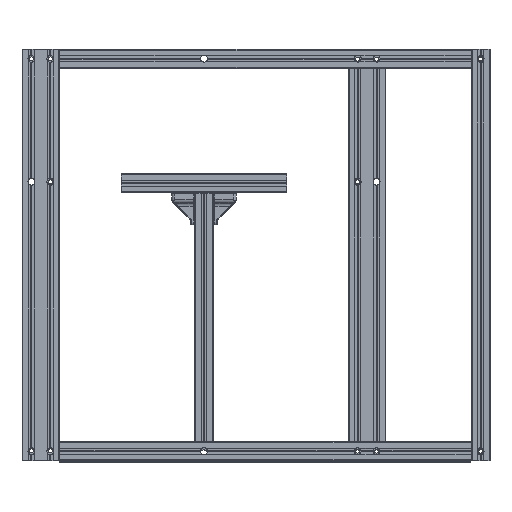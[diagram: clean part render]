
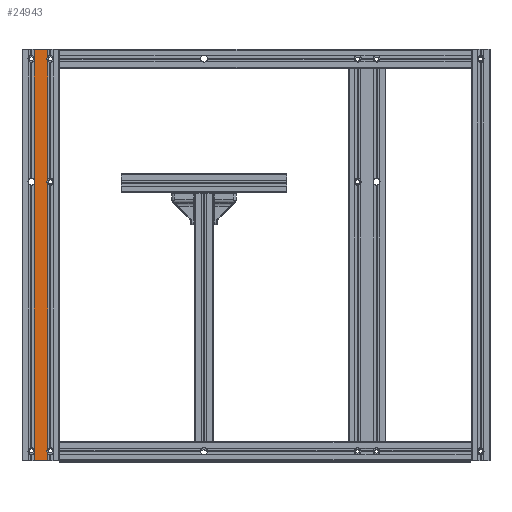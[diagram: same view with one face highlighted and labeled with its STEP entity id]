
A CAD part, front view. The second image highlights one B-rep face of the part: STEP entity #24943.
In plain terms, the highlighted face is planar.
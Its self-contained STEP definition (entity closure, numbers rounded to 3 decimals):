
#434=CIRCLE('',#26580,3.675);
#435=CIRCLE('',#26581,3.675);
#436=CIRCLE('',#26582,3.675);
#437=CIRCLE('',#26583,3.675);
#438=CIRCLE('',#26584,3.675);
#439=CIRCLE('',#26585,3.675);
#1485=PLANE('',#26579);
#2444=FACE_OUTER_BOUND('',#3753,.T.);
#3753=EDGE_LOOP('',(#17501,#17502,#17503,#17504,#17505,#17506,#17507,#17508,
#17509,#17510,#17511,#17512,#17513,#17514,#17515,#17516));
#4995=LINE('',#36174,#7653);
#4997=LINE('',#36179,#7655);
#5067=LINE('',#36551,#7725);
#5069=LINE('',#36556,#7727);
#5191=LINE('',#37275,#7849);
#5242=LINE('',#37392,#7900);
#5249=LINE('',#37415,#7907);
#5307=LINE('',#37554,#7965);
#5309=LINE('',#37559,#7967);
#5310=LINE('',#37563,#7968);
#7653=VECTOR('',#28646,1000.);
#7655=VECTOR('',#28650,1000.);
#7725=VECTOR('',#28798,1000.);
#7727=VECTOR('',#28802,1000.);
#7849=VECTOR('',#29296,1000.);
#7900=VECTOR('',#29393,1000.);
#7907=VECTOR('',#29418,1000.);
#7965=VECTOR('',#29538,1000.);
#7967=VECTOR('',#29546,1000.);
#7968=VECTOR('',#29553,1000.);
#10487=VERTEX_POINT('',#36171);
#10488=VERTEX_POINT('',#36173);
#10489=VERTEX_POINT('',#36177);
#10490=VERTEX_POINT('',#36178);
#10588=VERTEX_POINT('',#36548);
#10589=VERTEX_POINT('',#36550);
#10590=VERTEX_POINT('',#36554);
#10591=VERTEX_POINT('',#36555);
#10821=VERTEX_POINT('',#37272);
#10822=VERTEX_POINT('',#37274);
#10864=VERTEX_POINT('',#37390);
#10865=VERTEX_POINT('',#37391);
#10871=VERTEX_POINT('',#37413);
#10872=VERTEX_POINT('',#37414);
#10921=VERTEX_POINT('',#37551);
#10922=VERTEX_POINT('',#37553);
#12996=EDGE_CURVE('',#10488,#10487,#4995,.T.);
#12998=EDGE_CURVE('',#10489,#10490,#4997,.T.);
#13101=EDGE_CURVE('',#10588,#10589,#5067,.T.);
#13103=EDGE_CURVE('',#10590,#10591,#5069,.T.);
#13384=EDGE_CURVE('',#10822,#10821,#5191,.T.);
#13439=EDGE_CURVE('',#10864,#10865,#5242,.T.);
#13450=EDGE_CURVE('',#10871,#10872,#5249,.T.);
#13516=EDGE_CURVE('',#10921,#10922,#5307,.T.);
#13518=EDGE_CURVE('',#10487,#10489,#434,.T.);
#13519=EDGE_CURVE('',#10490,#10871,#435,.T.);
#13520=EDGE_CURVE('',#10922,#10872,#5309,.T.);
#13521=EDGE_CURVE('',#10921,#10589,#436,.T.);
#13522=EDGE_CURVE('',#10588,#10591,#437,.T.);
#13523=EDGE_CURVE('',#10590,#10865,#438,.T.);
#13524=EDGE_CURVE('',#10864,#10822,#5310,.T.);
#13525=EDGE_CURVE('',#10821,#10488,#439,.T.);
#17501=ORIENTED_EDGE('',*,*,#12996,.T.);
#17502=ORIENTED_EDGE('',*,*,#13518,.T.);
#17503=ORIENTED_EDGE('',*,*,#12998,.T.);
#17504=ORIENTED_EDGE('',*,*,#13519,.T.);
#17505=ORIENTED_EDGE('',*,*,#13450,.T.);
#17506=ORIENTED_EDGE('',*,*,#13520,.F.);
#17507=ORIENTED_EDGE('',*,*,#13516,.F.);
#17508=ORIENTED_EDGE('',*,*,#13521,.T.);
#17509=ORIENTED_EDGE('',*,*,#13101,.F.);
#17510=ORIENTED_EDGE('',*,*,#13522,.T.);
#17511=ORIENTED_EDGE('',*,*,#13103,.F.);
#17512=ORIENTED_EDGE('',*,*,#13523,.T.);
#17513=ORIENTED_EDGE('',*,*,#13439,.F.);
#17514=ORIENTED_EDGE('',*,*,#13524,.T.);
#17515=ORIENTED_EDGE('',*,*,#13384,.T.);
#17516=ORIENTED_EDGE('',*,*,#13525,.T.);
#24943=ADVANCED_FACE('',(#2444),#1485,.T.);
#26579=AXIS2_PLACEMENT_3D('',#37556,#29540,#29541);
#26580=AXIS2_PLACEMENT_3D('',#37557,#29542,#29543);
#26581=AXIS2_PLACEMENT_3D('',#37558,#29544,#29545);
#26582=AXIS2_PLACEMENT_3D('',#37560,#29547,#29548);
#26583=AXIS2_PLACEMENT_3D('',#37561,#29549,#29550);
#26584=AXIS2_PLACEMENT_3D('',#37562,#29551,#29552);
#26585=AXIS2_PLACEMENT_3D('',#37564,#29554,#29555);
#28646=DIRECTION('',(0.,0.,1.));
#28650=DIRECTION('',(0.,0.,1.));
#28798=DIRECTION('',(0.,0.,1.));
#28802=DIRECTION('',(0.,0.,1.));
#29296=DIRECTION('',(0.,0.,1.));
#29393=DIRECTION('',(0.,0.,1.));
#29418=DIRECTION('',(0.,0.,1.));
#29538=DIRECTION('',(0.,0.,1.));
#29540=DIRECTION('center_axis',(-1.,0.,0.));
#29541=DIRECTION('ref_axis',(0.,0.,1.));
#29542=DIRECTION('center_axis',(1.,0.,0.));
#29543=DIRECTION('ref_axis',(0.,0.,-1.));
#29544=DIRECTION('center_axis',(1.,0.,0.));
#29545=DIRECTION('ref_axis',(0.,0.,-1.));
#29546=DIRECTION('',(0.,-1.,0.));
#29547=DIRECTION('center_axis',(1.,0.,0.));
#29548=DIRECTION('ref_axis',(0.,0.,-1.));
#29549=DIRECTION('center_axis',(1.,0.,0.));
#29550=DIRECTION('ref_axis',(0.,0.,-1.));
#29551=DIRECTION('center_axis',(1.,0.,0.));
#29552=DIRECTION('ref_axis',(0.,0.,-1.));
#29553=DIRECTION('',(0.,-1.,0.));
#29554=DIRECTION('center_axis',(1.,0.,0.));
#29555=DIRECTION('ref_axis',(0.,0.,-1.));
#36171=CARTESIAN_POINT('',(-10.,-7.,-297.123));
#36173=CARTESIAN_POINT('',(-10.,-7.,-422.877));
#36174=CARTESIAN_POINT('',(-10.,-7.,-435.));
#36177=CARTESIAN_POINT('',(-10.,-7.,-292.877));
#36178=CARTESIAN_POINT('',(-10.,-7.,-12.123));
#36179=CARTESIAN_POINT('',(-10.,-7.,-435.));
#36548=CARTESIAN_POINT('',(-10.,7.,-292.877));
#36550=CARTESIAN_POINT('',(-10.,7.,-12.123));
#36551=CARTESIAN_POINT('',(-10.,7.,-435.));
#36554=CARTESIAN_POINT('',(-10.,7.,-422.877));
#36555=CARTESIAN_POINT('',(-10.,7.,-297.123));
#36556=CARTESIAN_POINT('',(-10.,7.,-435.));
#37272=CARTESIAN_POINT('',(-10.,-7.,-427.123));
#37274=CARTESIAN_POINT('',(-10.,-7.,-435.));
#37275=CARTESIAN_POINT('',(-10.,-7.,-435.));
#37390=CARTESIAN_POINT('',(-10.,7.,-435.));
#37391=CARTESIAN_POINT('',(-10.,7.,-427.123));
#37392=CARTESIAN_POINT('',(-10.,7.,-435.));
#37413=CARTESIAN_POINT('',(-10.,-7.,-7.877));
#37414=CARTESIAN_POINT('',(-10.,-7.,0.));
#37415=CARTESIAN_POINT('',(-10.,-7.,-435.));
#37551=CARTESIAN_POINT('',(-10.,7.,-7.877));
#37553=CARTESIAN_POINT('',(-10.,7.,0.));
#37554=CARTESIAN_POINT('',(-10.,7.,-435.));
#37556=CARTESIAN_POINT('Origin',(-10.,7.,-435.));
#37557=CARTESIAN_POINT('Origin',(-10.,-10.,-295.));
#37558=CARTESIAN_POINT('Origin',(-10.,-10.,-10.));
#37559=CARTESIAN_POINT('',(-10.,7.,0.));
#37560=CARTESIAN_POINT('Origin',(-10.,10.,-10.));
#37561=CARTESIAN_POINT('Origin',(-10.,10.,-295.));
#37562=CARTESIAN_POINT('Origin',(-10.,10.,-425.));
#37563=CARTESIAN_POINT('',(-10.,7.,-435.));
#37564=CARTESIAN_POINT('Origin',(-10.,-10.,-425.));
